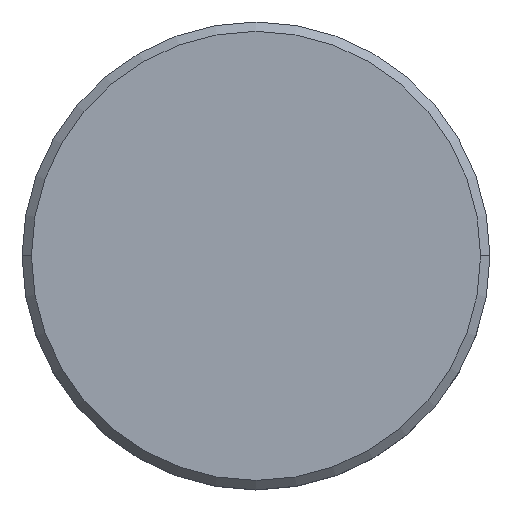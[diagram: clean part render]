
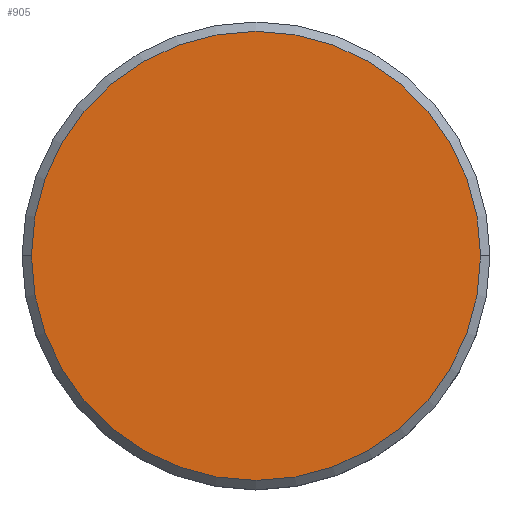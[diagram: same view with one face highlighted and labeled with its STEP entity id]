
A CAD part, top view. The second image highlights one B-rep face of the part: STEP entity #905.
In plain terms, the highlighted planar face has unit normal (0, 0, 1).
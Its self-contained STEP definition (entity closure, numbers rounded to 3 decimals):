
#84 = ORIENTED_EDGE ( 'NONE', *, *, #849, .T. ) ;
#97 = CARTESIAN_POINT ( 'NONE',  ( 12., 0., 0. ) ) ;
#106 = FACE_OUTER_BOUND ( 'NONE', #1142, .T. ) ;
#193 = CARTESIAN_POINT ( 'NONE',  ( 0., 0., 0. ) ) ;
#200 = ORIENTED_EDGE ( 'NONE', *, *, #789, .T. ) ;
#263 = PLANE ( 'NONE',  #292 ) ;
#277 = AXIS2_PLACEMENT_3D ( 'NONE', #574, #1045, #953 ) ;
#292 = AXIS2_PLACEMENT_3D ( 'NONE', #193, #829, #838 ) ;
#355 = CIRCLE ( 'NONE', #277, 12. ) ;
#357 = VERTEX_POINT ( 'NONE', #97 ) ;
#388 = AXIS2_PLACEMENT_3D ( 'NONE', #400, #682, #498 ) ;
#400 = CARTESIAN_POINT ( 'NONE',  ( 0., 0., 0. ) ) ;
#498 = DIRECTION ( 'NONE',  ( 1., 0., 0. ) ) ;
#534 = VERTEX_POINT ( 'NONE', #949 ) ;
#574 = CARTESIAN_POINT ( 'NONE',  ( 0., 0., 0. ) ) ;
#682 = DIRECTION ( 'NONE',  ( 0., 0., 1. ) ) ;
#789 = EDGE_CURVE ( 'NONE', #357, #534, #355, .T. ) ;
#829 = DIRECTION ( 'NONE',  ( 0., 0., 1. ) ) ;
#838 = DIRECTION ( 'NONE',  ( 1., 0., 0. ) ) ;
#849 = EDGE_CURVE ( 'NONE', #534, #357, #896, .T. ) ;
#896 = CIRCLE ( 'NONE', #388, 12. ) ;
#905 = ADVANCED_FACE ( 'NONE', ( #106 ), #263, .T. ) ;
#949 = CARTESIAN_POINT ( 'NONE',  ( -12., 0., 0. ) ) ;
#953 = DIRECTION ( 'NONE',  ( 1., 0., 0. ) ) ;
#1045 = DIRECTION ( 'NONE',  ( 0., 0., 1. ) ) ;
#1142 = EDGE_LOOP ( 'NONE', ( #84, #200 ) ) ;
